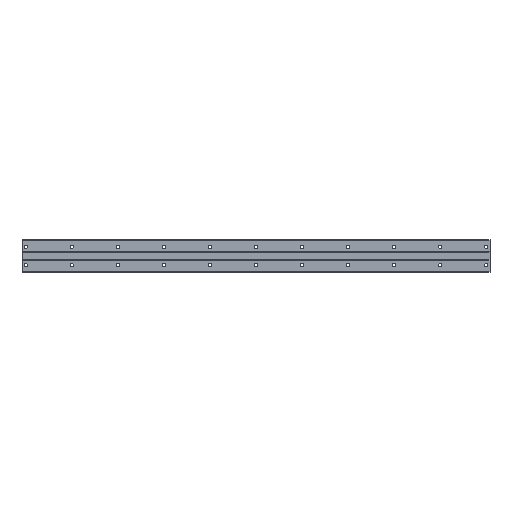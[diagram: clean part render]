
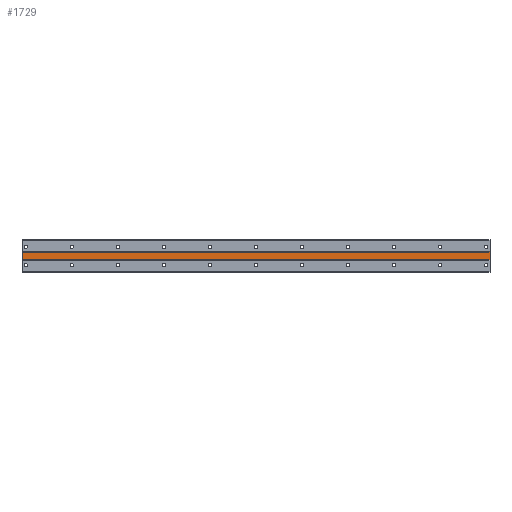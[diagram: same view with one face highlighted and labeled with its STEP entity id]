
A CAD part, front view. The second image highlights one B-rep face of the part: STEP entity #1729.
In plain terms, the highlighted planar face has unit normal (0, -1, 0).
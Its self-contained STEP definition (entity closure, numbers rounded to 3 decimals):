
#219 = DIRECTION ( 'NONE',  ( 0., 1., 0. ) ) ;
#244 = VERTEX_POINT ( 'NONE', #1084 ) ;
#454 = LINE ( 'NONE', #1871, #2356 ) ;
#582 = CARTESIAN_POINT ( 'NONE',  ( 605., 1., 20.827 ) ) ;
#605 = CARTESIAN_POINT ( 'NONE',  ( 605., 1., 5. ) ) ;
#621 = VECTOR ( 'NONE', #1040, 1000. ) ;
#623 = EDGE_CURVE ( 'NONE', #244, #2572, #454, .T. ) ;
#709 = EDGE_LOOP ( 'NONE', ( #3310, #1154, #2083, #3335 ) ) ;
#887 = DIRECTION ( 'NONE',  ( 0., 0., 1. ) ) ;
#973 = CARTESIAN_POINT ( 'NONE',  ( -5., 1., -5. ) ) ;
#1040 = DIRECTION ( 'NONE',  ( 0., 0., -1. ) ) ;
#1066 = LINE ( 'NONE', #2999, #3881 ) ;
#1067 = VECTOR ( 'NONE', #1563, 1000. ) ;
#1084 = CARTESIAN_POINT ( 'NONE',  ( 605., 1., -5. ) ) ;
#1154 = ORIENTED_EDGE ( 'NONE', *, *, #4305, .F. ) ;
#1226 = PLANE ( 'NONE',  #4360 ) ;
#1563 = DIRECTION ( 'NONE',  ( 0., 0., -1. ) ) ;
#1729 = ADVANCED_FACE ( 'NONE', ( #3396 ), #1226, .F. ) ;
#1791 = CARTESIAN_POINT ( 'NONE',  ( -5., 1., 5. ) ) ;
#1811 = VERTEX_POINT ( 'NONE', #1791 ) ;
#1871 = CARTESIAN_POINT ( 'NONE',  ( 605., 1., -5. ) ) ;
#2083 = ORIENTED_EDGE ( 'NONE', *, *, #2988, .T. ) ;
#2255 = DIRECTION ( 'NONE',  ( -1., 0., 0. ) ) ;
#2356 = VECTOR ( 'NONE', #4378, 1000. ) ;
#2360 = LINE ( 'NONE', #3780, #621 ) ;
#2572 = VERTEX_POINT ( 'NONE', #973 ) ;
#2852 = VERTEX_POINT ( 'NONE', #605 ) ;
#2988 = EDGE_CURVE ( 'NONE', #2852, #1811, #1066, .T. ) ;
#2999 = CARTESIAN_POINT ( 'NONE',  ( 605., 1., 5. ) ) ;
#3200 = EDGE_CURVE ( 'NONE', #1811, #2572, #2360, .T. ) ;
#3310 = ORIENTED_EDGE ( 'NONE', *, *, #623, .F. ) ;
#3335 = ORIENTED_EDGE ( 'NONE', *, *, #3200, .T. ) ;
#3396 = FACE_OUTER_BOUND ( 'NONE', #709, .T. ) ;
#3763 = CARTESIAN_POINT ( 'NONE',  ( 605., 1., 5. ) ) ;
#3780 = CARTESIAN_POINT ( 'NONE',  ( -5., 1., 20.827 ) ) ;
#3881 = VECTOR ( 'NONE', #2255, 1000. ) ;
#4305 = EDGE_CURVE ( 'NONE', #2852, #244, #4508, .T. ) ;
#4360 = AXIS2_PLACEMENT_3D ( 'NONE', #3763, #219, #887 ) ;
#4378 = DIRECTION ( 'NONE',  ( -1., 0., 0. ) ) ;
#4508 = LINE ( 'NONE', #582, #1067 ) ;
